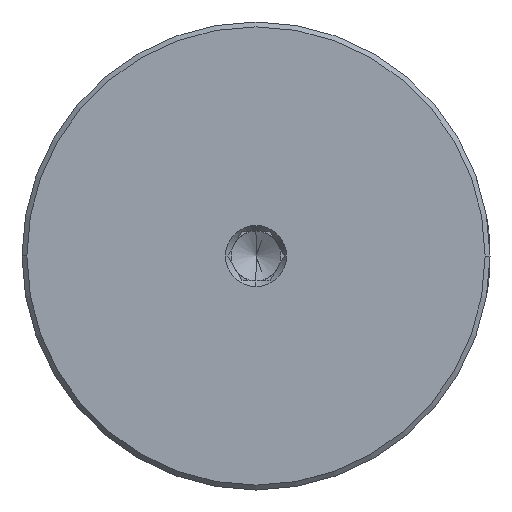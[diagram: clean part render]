
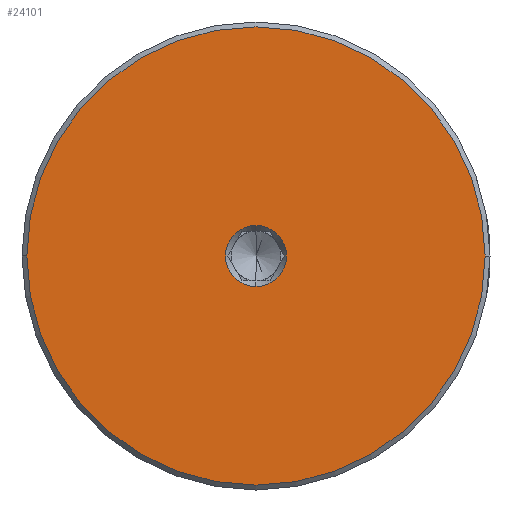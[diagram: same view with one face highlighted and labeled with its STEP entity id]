
A CAD part, left-side view. The second image highlights one B-rep face of the part: STEP entity #24101.
In plain terms, the highlighted planar face has unit normal (-1, 0, 0).
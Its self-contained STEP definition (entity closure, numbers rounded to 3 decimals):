
#1314 = FACE_BOUND ( 'NONE', #18008, .T. ) ;
#1320 = FACE_OUTER_BOUND ( 'NONE', #18219, .T. ) ;
#1335 = CIRCLE ( 'NONE', #5785, 18.8 ) ;
#1478 = CIRCLE ( 'NONE', #5856, 18.8 ) ;
#4847 = VERTEX_POINT ( 'NONE', #17085 ) ;
#4917 = VERTEX_POINT ( 'NONE', #29962 ) ;
#5121 = VERTEX_POINT ( 'NONE', #25165 ) ;
#5141 = VERTEX_POINT ( 'NONE', #25185 ) ;
#5774 = AXIS2_PLACEMENT_3D ( 'NONE', #13859, #13864, #13865 ) ;
#5785 = AXIS2_PLACEMENT_3D ( 'NONE', #14668, #14669, #14670 ) ;
#5856 = AXIS2_PLACEMENT_3D ( 'NONE', #16600, #16601, #16602 ) ;
#5861 = AXIS2_PLACEMENT_3D ( 'NONE', #17012, #17013, #17014 ) ;
#13859 = CARTESIAN_POINT ( 'NONE',  ( -27.55, 3.022, 0. ) ) ;
#13862 = PLANE ( 'NONE',  #5774 ) ;
#13864 = DIRECTION ( 'NONE',  ( 1., 0., 0. ) ) ;
#13865 = DIRECTION ( 'NONE',  ( 0., 0., -1. ) ) ;
#14668 = CARTESIAN_POINT ( 'NONE',  ( -27.55, 0., 0. ) ) ;
#14669 = DIRECTION ( 'NONE',  ( -1., 0., 0. ) ) ;
#14670 = DIRECTION ( 'NONE',  ( 0., 1., 0. ) ) ;
#16600 = CARTESIAN_POINT ( 'NONE',  ( -27.55, 0., 0. ) ) ;
#16601 = DIRECTION ( 'NONE',  ( -1., 0., 0. ) ) ;
#16602 = DIRECTION ( 'NONE',  ( 0., 1., 0. ) ) ;
#17012 = CARTESIAN_POINT ( 'NONE',  ( -27.55, 0., 0. ) ) ;
#17013 = DIRECTION ( 'NONE',  ( 1., 0., 0. ) ) ;
#17014 = DIRECTION ( 'NONE',  ( 0., 0., -1. ) ) ;
#17085 = CARTESIAN_POINT ( 'NONE',  ( -27.55, 0., -2.5 ) ) ;
#17376 = CIRCLE ( 'NONE', #5861, 2.5 ) ;
#18008 = EDGE_LOOP ( 'NONE', ( #28120, #28128 ) ) ;
#18011 = CIRCLE ( 'NONE', #19498, 2.5 ) ;
#18219 = EDGE_LOOP ( 'NONE', ( #28126, #28123 ) ) ;
#19498 = AXIS2_PLACEMENT_3D ( 'NONE', #22328, #22329, #22330 ) ;
#22328 = CARTESIAN_POINT ( 'NONE',  ( -27.55, 0., 0. ) ) ;
#22329 = DIRECTION ( 'NONE',  ( 1., 0., 0. ) ) ;
#22330 = DIRECTION ( 'NONE',  ( 0., 0., -1. ) ) ;
#24101 = ADVANCED_FACE ( 'NONE', ( #1314, #1320 ), #13862, .F. ) ;
#24166 = EDGE_CURVE ( 'NONE', #5121, #5141, #1335, .T. ) ;
#24437 = EDGE_CURVE ( 'NONE', #5141, #5121, #1478, .T. ) ;
#24526 = EDGE_CURVE ( 'NONE', #4917, #4847, #17376, .T. ) ;
#24989 = EDGE_CURVE ( 'NONE', #4847, #4917, #18011, .T. ) ;
#25165 = CARTESIAN_POINT ( 'NONE',  ( -27.55, 18.8, 0. ) ) ;
#25185 = CARTESIAN_POINT ( 'NONE',  ( -27.55, -18.8, 0. ) ) ;
#28120 = ORIENTED_EDGE ( 'NONE', *, *, #24526, .T. ) ;
#28123 = ORIENTED_EDGE ( 'NONE', *, *, #24437, .T. ) ;
#28126 = ORIENTED_EDGE ( 'NONE', *, *, #24166, .T. ) ;
#28128 = ORIENTED_EDGE ( 'NONE', *, *, #24989, .T. ) ;
#29962 = CARTESIAN_POINT ( 'NONE',  ( -27.55, 0., 2.5 ) ) ;
